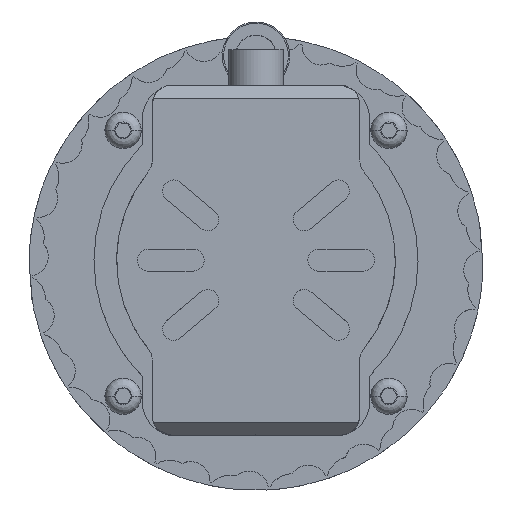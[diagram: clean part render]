
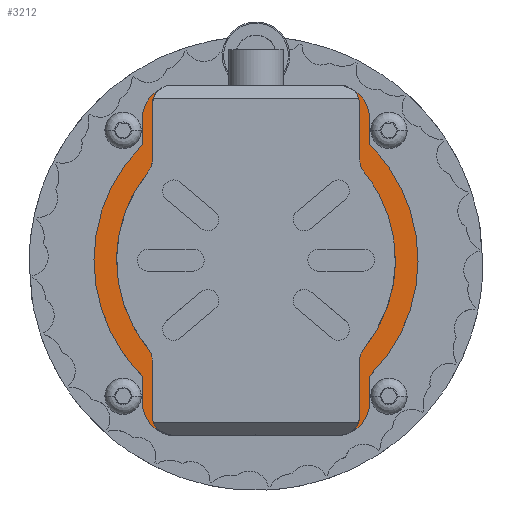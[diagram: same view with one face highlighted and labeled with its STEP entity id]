
A CAD part, top view. The second image highlights one B-rep face of the part: STEP entity #3212.
In plain terms, the highlighted free-form (B-spline) face has degree [1, 1] with [2, 2] control points.
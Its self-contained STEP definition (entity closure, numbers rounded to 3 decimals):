
#2758 = VERTEX_POINT('',#2759);
#2759 = CARTESIAN_POINT('',(21.758,22.198,
    -26.109));
#2764 = EDGE_CURVE('',#2765,#2758,#2767,.T.);
#2765 = VERTEX_POINT('',#2766);
#2766 = CARTESIAN_POINT('',(21.758,-22.198,
    -26.109));
#2767 = ( BOUNDED_CURVE() B_SPLINE_CURVE(2,(#2768,#2769,#2770),
.UNSPECIFIED.,.F.,.F.) B_SPLINE_CURVE_WITH_KNOTS((3,3),(5.488,
7.079),.PIECEWISE_BEZIER_KNOTS.) CURVE() 
GEOMETRIC_REPRESENTATION_ITEM() RATIONAL_B_SPLINE_CURVE((1.,
0.7,1.)) REPRESENTATION_ITEM('') );
#2768 = CARTESIAN_POINT('',(21.758,-22.198,
    -26.109));
#2769 = CARTESIAN_POINT('',(44.404,0.,
    -26.109));
#2770 = CARTESIAN_POINT('',(21.758,22.198,
    -26.109));
#2798 = VERTEX_POINT('',#2799);
#2799 = CARTESIAN_POINT('',(-21.758,-22.198,
    -26.109));
#2804 = EDGE_CURVE('',#2805,#2798,#2807,.T.);
#2805 = VERTEX_POINT('',#2806);
#2806 = CARTESIAN_POINT('',(-21.758,22.198,
    -26.109));
#2807 = ( BOUNDED_CURVE() B_SPLINE_CURVE(2,(#2808,#2809,#2810),
.UNSPECIFIED.,.F.,.F.) B_SPLINE_CURVE_WITH_KNOTS((3,3),(2.346,
3.937),.PIECEWISE_BEZIER_KNOTS.) CURVE() 
GEOMETRIC_REPRESENTATION_ITEM() RATIONAL_B_SPLINE_CURVE((1.,
0.7,1.)) REPRESENTATION_ITEM('') );
#2808 = CARTESIAN_POINT('',(-21.758,22.198,
    -26.109));
#2809 = CARTESIAN_POINT('',(-44.404,0.,
    -26.109));
#2810 = CARTESIAN_POINT('',(-21.758,-22.198,
    -26.109));
#2919 = EDGE_CURVE('',#2920,#2758,#2922,.T.);
#2920 = VERTEX_POINT('',#2921);
#2921 = CARTESIAN_POINT('',(21.758,27.353,
    -26.109));
#2922 = B_SPLINE_CURVE_WITH_KNOTS('',1,(#2923,#2924),.UNSPECIFIED.,.F.,
  .F.,(2,2),(-2.073,2.073),.PIECEWISE_BEZIER_KNOTS.);
#2923 = CARTESIAN_POINT('',(21.758,27.353,
    -26.109));
#2924 = CARTESIAN_POINT('',(21.758,22.198,
    -26.109));
#2956 = VERTEX_POINT('',#2957);
#2957 = CARTESIAN_POINT('',(15.541,33.569,
    -26.109));
#2962 = EDGE_CURVE('',#2956,#2920,#2963,.T.);
#2963 = ( BOUNDED_CURVE() B_SPLINE_CURVE(2,(#2964,#2965,#2966),
.UNSPECIFIED.,.F.,.F.) B_SPLINE_CURVE_WITH_KNOTS((3,3),(1.571,
3.142),.PIECEWISE_BEZIER_KNOTS.) CURVE() 
GEOMETRIC_REPRESENTATION_ITEM() RATIONAL_B_SPLINE_CURVE((1.,
0.707,1.)) REPRESENTATION_ITEM('') );
#2964 = CARTESIAN_POINT('',(15.541,33.569,
    -26.109));
#2965 = CARTESIAN_POINT('',(21.758,33.569,
    -26.109));
#2966 = CARTESIAN_POINT('',(21.758,27.353,
    -26.109));
#2987 = EDGE_CURVE('',#2805,#2988,#2990,.T.);
#2988 = VERTEX_POINT('',#2989);
#2989 = CARTESIAN_POINT('',(-21.758,27.353,
    -26.109));
#2990 = B_SPLINE_CURVE_WITH_KNOTS('',1,(#2991,#2992),.UNSPECIFIED.,.F.,
  .F.,(2,2),(-2.073,2.073),.PIECEWISE_BEZIER_KNOTS.);
#2991 = CARTESIAN_POINT('',(-21.758,22.198,
    -26.109));
#2992 = CARTESIAN_POINT('',(-21.758,27.353,
    -26.109));
#3007 = EDGE_CURVE('',#3008,#2956,#3010,.T.);
#3008 = VERTEX_POINT('',#3009);
#3009 = CARTESIAN_POINT('',(-15.541,33.569,
    -26.109));
#3010 = B_SPLINE_CURVE_WITH_KNOTS('',1,(#3011,#3012),.UNSPECIFIED.,.F.,
  .F.,(2,2),(-12.5,12.5),.PIECEWISE_BEZIER_KNOTS.);
#3011 = CARTESIAN_POINT('',(-15.541,33.569,
    -26.109));
#3012 = CARTESIAN_POINT('',(15.541,33.569,
    -26.109));
#3042 = EDGE_CURVE('',#2988,#3008,#3043,.T.);
#3043 = ( BOUNDED_CURVE() B_SPLINE_CURVE(2,(#3044,#3045,#3046),
.UNSPECIFIED.,.F.,.F.) B_SPLINE_CURVE_WITH_KNOTS((3,3),(0.,
1.571),.PIECEWISE_BEZIER_KNOTS.) CURVE() 
GEOMETRIC_REPRESENTATION_ITEM() RATIONAL_B_SPLINE_CURVE((1.,
0.707,1.)) REPRESENTATION_ITEM('') );
#3044 = CARTESIAN_POINT('',(-21.758,27.353,
    -26.109));
#3045 = CARTESIAN_POINT('',(-21.758,33.569,
    -26.109));
#3046 = CARTESIAN_POINT('',(-15.541,33.569,
    -26.109));
#3067 = EDGE_CURVE('',#2765,#3068,#3070,.T.);
#3068 = VERTEX_POINT('',#3069);
#3069 = CARTESIAN_POINT('',(21.758,-27.353,
    -26.109));
#3070 = B_SPLINE_CURVE_WITH_KNOTS('',1,(#3071,#3072),.UNSPECIFIED.,.F.,
  .F.,(2,2),(-2.073,2.073),.PIECEWISE_BEZIER_KNOTS.);
#3071 = CARTESIAN_POINT('',(21.758,-22.198,
    -26.109));
#3072 = CARTESIAN_POINT('',(21.758,-27.353,
    -26.109));
#3096 = EDGE_CURVE('',#3068,#3097,#3099,.T.);
#3097 = VERTEX_POINT('',#3098);
#3098 = CARTESIAN_POINT('',(15.541,-33.569,
    -26.109));
#3099 = ( BOUNDED_CURVE() B_SPLINE_CURVE(2,(#3100,#3101,#3102),
.UNSPECIFIED.,.F.,.F.) B_SPLINE_CURVE_WITH_KNOTS((3,3),(3.142,
4.712),.PIECEWISE_BEZIER_KNOTS.) CURVE() 
GEOMETRIC_REPRESENTATION_ITEM() RATIONAL_B_SPLINE_CURVE((1.,
0.707,1.)) REPRESENTATION_ITEM('') );
#3100 = CARTESIAN_POINT('',(21.758,-27.353,
    -26.109));
#3101 = CARTESIAN_POINT('',(21.758,-33.569,
    -26.109));
#3102 = CARTESIAN_POINT('',(15.541,-33.569,
    -26.109));
#3119 = EDGE_CURVE('',#3120,#2798,#3122,.T.);
#3120 = VERTEX_POINT('',#3121);
#3121 = CARTESIAN_POINT('',(-21.758,-27.353,
    -26.109));
#3122 = B_SPLINE_CURVE_WITH_KNOTS('',1,(#3123,#3124),.UNSPECIFIED.,.F.,
  .F.,(2,2),(-2.073,2.073),.PIECEWISE_BEZIER_KNOTS.);
#3123 = CARTESIAN_POINT('',(-21.758,-27.353,
    -26.109));
#3124 = CARTESIAN_POINT('',(-21.758,-22.198,
    -26.109));
#3155 = EDGE_CURVE('',#3097,#3156,#3158,.T.);
#3156 = VERTEX_POINT('',#3157);
#3157 = CARTESIAN_POINT('',(-15.541,-33.569,
    -26.109));
#3158 = B_SPLINE_CURVE_WITH_KNOTS('',1,(#3159,#3160),.UNSPECIFIED.,.F.,
  .F.,(2,2),(-12.5,12.5),.PIECEWISE_BEZIER_KNOTS.);
#3159 = CARTESIAN_POINT('',(15.541,-33.569,
    -26.109));
#3160 = CARTESIAN_POINT('',(-15.541,-33.569,
    -26.109));
#3212 = ADVANCED_FACE('',(#3213,#3232),#3254,.T.);
#3213 = FACE_BOUND('',#3214,.T.);
#3214 = EDGE_LOOP('',(#3215,#3216,#3217,#3218,#3219,#3220,#3221,#3222,
    #3223,#3224,#3225,#3226));
#3215 = ORIENTED_EDGE('',*,*,#3155,.F.);
#3216 = ORIENTED_EDGE('',*,*,#3096,.F.);
#3217 = ORIENTED_EDGE('',*,*,#3067,.F.);
#3218 = ORIENTED_EDGE('',*,*,#2764,.T.);
#3219 = ORIENTED_EDGE('',*,*,#2919,.F.);
#3220 = ORIENTED_EDGE('',*,*,#2962,.F.);
#3221 = ORIENTED_EDGE('',*,*,#3007,.F.);
#3222 = ORIENTED_EDGE('',*,*,#3042,.F.);
#3223 = ORIENTED_EDGE('',*,*,#2987,.F.);
#3224 = ORIENTED_EDGE('',*,*,#2804,.T.);
#3225 = ORIENTED_EDGE('',*,*,#3119,.F.);
#3226 = ORIENTED_EDGE('',*,*,#3227,.T.);
#3227 = EDGE_CURVE('',#3120,#3156,#3228,.T.);
#3228 = ( BOUNDED_CURVE() B_SPLINE_CURVE(2,(#3229,#3230,#3231),
.UNSPECIFIED.,.F.,.F.) B_SPLINE_CURVE_WITH_KNOTS((3,3),(3.142,
4.712),.PIECEWISE_BEZIER_KNOTS.) CURVE() 
GEOMETRIC_REPRESENTATION_ITEM() RATIONAL_B_SPLINE_CURVE((1.,
0.707,1.)) REPRESENTATION_ITEM('') );
#3229 = CARTESIAN_POINT('',(-21.758,-27.353,
    -26.109));
#3230 = CARTESIAN_POINT('',(-21.758,-33.569,
    -26.109));
#3231 = CARTESIAN_POINT('',(-15.541,-33.569,
    -26.109));
#3232 = FACE_BOUND('',#3233,.T.);
#3233 = EDGE_LOOP('',(#3234,#3246));
#3234 = ORIENTED_EDGE('',*,*,#3235,.F.);
#3235 = EDGE_CURVE('',#3236,#3238,#3240,.T.);
#3236 = VERTEX_POINT('',#3237);
#3237 = CARTESIAN_POINT('',(26.731,0.,-26.109));
#3238 = VERTEX_POINT('',#3239);
#3239 = CARTESIAN_POINT('',(-26.731,0.,
    -26.109));
#3240 = ( BOUNDED_CURVE() B_SPLINE_CURVE(2,(#3241,#3242,#3243,#3244,
#3245),.UNSPECIFIED.,.F.,.F.) B_SPLINE_CURVE_WITH_KNOTS((3,2,3),(0.,
1.571,3.142),.PIECEWISE_BEZIER_KNOTS.) CURVE() 
GEOMETRIC_REPRESENTATION_ITEM() RATIONAL_B_SPLINE_CURVE((1.,
0.707,1.,0.707,1.)) REPRESENTATION_ITEM('') );
#3241 = CARTESIAN_POINT('',(26.731,0.,-26.109));
#3242 = CARTESIAN_POINT('',(26.731,26.731,
    -26.109));
#3243 = CARTESIAN_POINT('',(0.,26.731,
    -26.109));
#3244 = CARTESIAN_POINT('',(-26.731,26.731,
    -26.109));
#3245 = CARTESIAN_POINT('',(-26.731,0.,
    -26.109));
#3246 = ORIENTED_EDGE('',*,*,#3247,.F.);
#3247 = EDGE_CURVE('',#3238,#3236,#3248,.T.);
#3248 = ( BOUNDED_CURVE() B_SPLINE_CURVE(2,(#3249,#3250,#3251,#3252,
#3253),.UNSPECIFIED.,.F.,.F.) B_SPLINE_CURVE_WITH_KNOTS((3,2,3),(
    3.142,4.712,6.283),
.PIECEWISE_BEZIER_KNOTS.) CURVE() GEOMETRIC_REPRESENTATION_ITEM() 
RATIONAL_B_SPLINE_CURVE((1.,0.707,1.,0.707,1.)) 
REPRESENTATION_ITEM('') );
#3249 = CARTESIAN_POINT('',(-26.731,0.,
    -26.109));
#3250 = CARTESIAN_POINT('',(-26.731,-26.731,
    -26.109));
#3251 = CARTESIAN_POINT('',(0.,-26.731,
    -26.109));
#3252 = CARTESIAN_POINT('',(26.731,-26.731,
    -26.109));
#3253 = CARTESIAN_POINT('',(26.731,0.,
    -26.109));
#3254 = B_SPLINE_SURFACE_WITH_KNOTS('',1,1,(
    (#3255,#3256)
    ,(#3257,#3258
    )),.UNSPECIFIED.,.F.,.F.,.F.,(2,2),(2,2),(-25.,25.),(-27.,27.),
  .PIECEWISE_BEZIER_KNOTS.);
#3255 = CARTESIAN_POINT('',(-31.083,-33.569,
    -26.109));
#3256 = CARTESIAN_POINT('',(-31.083,33.569,
    -26.109));
#3257 = CARTESIAN_POINT('',(31.083,-33.569,
    -26.109));
#3258 = CARTESIAN_POINT('',(31.083,33.569,
    -26.109));
